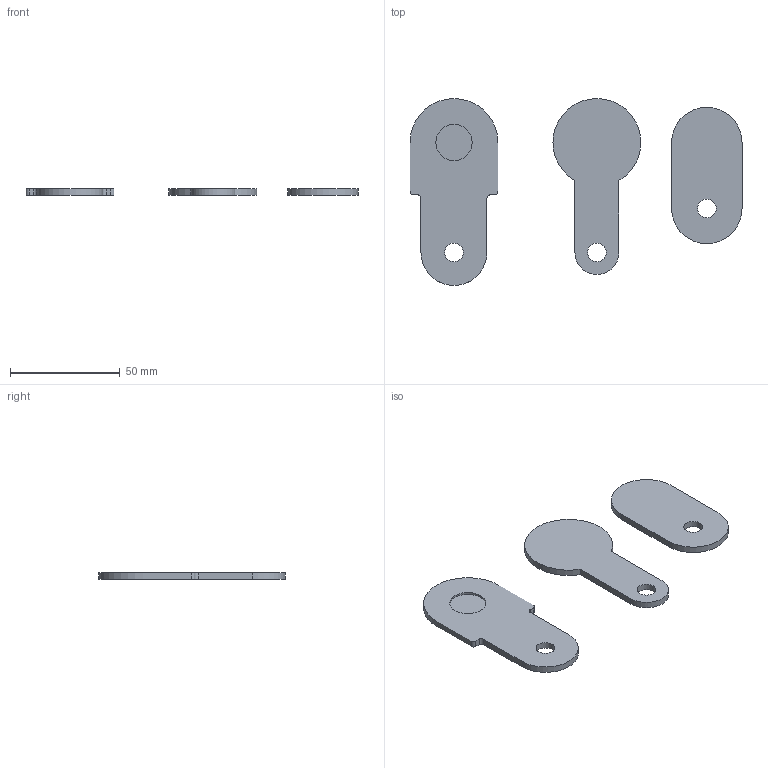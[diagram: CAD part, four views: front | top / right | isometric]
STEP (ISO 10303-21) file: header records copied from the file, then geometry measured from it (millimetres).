
FILE_DESCRIPTION(/* description */ ('','CAx-IF Rec.Pracs.---Representation and Presentation of Product Manufacturing Information (PMI)---4.0---2014-10-13'),/* implementation_level */ '2;1');
FILE_NAME(/* name */ 'pot holder base v7.step',/* time_stamp */ '2024-12-15T14:35:18+05:30',/* author */ (''),/* organization */ (''),/* preprocessor_version */ 'ST-DEVELOPER v20',/* originating_system */ 'Autodesk Translation Framework v13.20.0.188',/* authorisation */ '');
FILE_SCHEMA (('AP242_MANAGED_MODEL_BASED_3D_ENGINEERING_MIM_LF { 1 0 10303 442 1 1 4 }'));
Length unit declared in the file: millimetre
Products named in the file (2): pot holder base; Component1
Assembly tree (1 placements, depth 2):
  pot holder base
    Component1
Bounding box: 151 x 85 x 3 mm (x, y, z)
Volume: 18821.3 mm3; surface area: 14720.5 mm2
Topology: 3 solids, 3 shells, 33 faces, 78 edges, 52 vertices
Faces by surface type: plane 19, cylinder 14
Full cylindrical faces by diameter (mm): 8.5 x3, 16.5 x1
Entity records: 1025 total; most frequent: DIRECTION 178, CARTESIAN_POINT 166, ORIENTED_EDGE 156, EDGE_CURVE 78, AXIS2_PLACEMENT_3D 64, VERTEX_POINT 52, LINE 50, VECTOR 50
